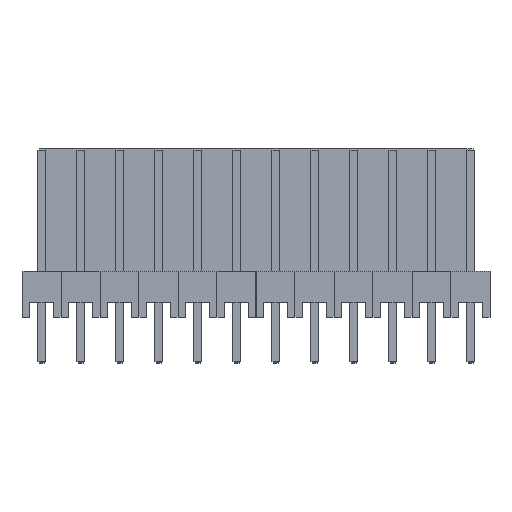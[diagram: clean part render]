
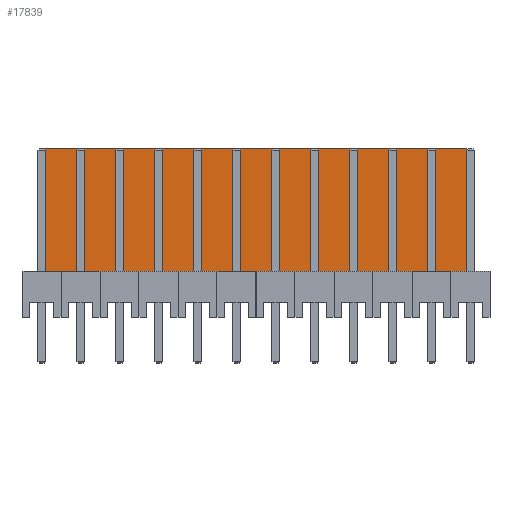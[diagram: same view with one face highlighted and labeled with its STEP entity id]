
A CAD part, front view. The second image highlights one B-rep face of the part: STEP entity #17839.
In plain terms, the highlighted face is planar.
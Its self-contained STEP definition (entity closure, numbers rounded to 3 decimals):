
#17489 = PLANE('',#17490);
#17490 = AXIS2_PLACEMENT_3D('',#17491,#17492,#17493);
#17491 = CARTESIAN_POINT('',(29.14,3.,0.));
#17492 = DIRECTION('',(-1.,0.,0.));
#17493 = DIRECTION('',(0.,1.,0.));
#17514 = VERTEX_POINT('',#17515);
#17515 = CARTESIAN_POINT('',(29.14,3.,1.));
#17529 = PLANE('',#17530);
#17530 = AXIS2_PLACEMENT_3D('',#17531,#17532,#17533);
#17531 = CARTESIAN_POINT('',(1.2,3.,0.));
#17532 = DIRECTION('',(0.,1.,0.));
#17533 = DIRECTION('',(1.,0.,0.));
#17541 = EDGE_CURVE('',#17514,#17542,#17544,.T.);
#17542 = VERTEX_POINT('',#17543);
#17543 = CARTESIAN_POINT('',(29.14,10.7,1.));
#17544 = SURFACE_CURVE('',#17545,(#17549,#17556),.PCURVE_S1.);
#17545 = LINE('',#17546,#17547);
#17546 = CARTESIAN_POINT('',(29.14,3.,1.));
#17547 = VECTOR('',#17548,1.);
#17548 = DIRECTION('',(0.,1.,0.));
#17549 = PCURVE('',#17489,#17550);
#17550 = DEFINITIONAL_REPRESENTATION('',(#17551),#17555);
#17551 = LINE('',#17552,#17553);
#17552 = CARTESIAN_POINT('',(0.,-1.));
#17553 = VECTOR('',#17554,1.);
#17554 = DIRECTION('',(1.,0.));
#17555 = ( GEOMETRIC_REPRESENTATION_CONTEXT(2) 
PARAMETRIC_REPRESENTATION_CONTEXT() REPRESENTATION_CONTEXT('2D SPACE',''
  ) );
#17556 = PCURVE('',#17557,#17562);
#17557 = PLANE('',#17558);
#17558 = AXIS2_PLACEMENT_3D('',#17559,#17560,#17561);
#17559 = CARTESIAN_POINT('',(29.14,3.,1.));
#17560 = DIRECTION('',(0.,0.,-1.));
#17561 = DIRECTION('',(0.,1.,0.));
#17562 = DEFINITIONAL_REPRESENTATION('',(#17563),#17567);
#17563 = LINE('',#17564,#17565);
#17564 = CARTESIAN_POINT('',(0.,0.));
#17565 = VECTOR('',#17566,1.);
#17566 = DIRECTION('',(1.,0.));
#17567 = ( GEOMETRIC_REPRESENTATION_CONTEXT(2) 
PARAMETRIC_REPRESENTATION_CONTEXT() REPRESENTATION_CONTEXT('2D SPACE',''
  ) );
#17583 = CYLINDRICAL_SURFACE('',#17584,0.3);
#17584 = AXIS2_PLACEMENT_3D('',#17585,#17586,#17587);
#17585 = CARTESIAN_POINT('',(28.84,10.7,0.));
#17586 = DIRECTION('',(0.,0.,1.));
#17587 = DIRECTION('',(1.,0.,-0.));
#17638 = PLANE('',#17639);
#17639 = AXIS2_PLACEMENT_3D('',#17640,#17641,#17642);
#17640 = CARTESIAN_POINT('',(1.2,11.,0.));
#17641 = DIRECTION('',(1.,0.,0.));
#17642 = DIRECTION('',(0.,-1.,0.));
#17671 = CYLINDRICAL_SURFACE('',#17672,0.3);
#17672 = AXIS2_PLACEMENT_3D('',#17673,#17674,#17675);
#17673 = CARTESIAN_POINT('',(1.5,10.7,0.));
#17674 = DIRECTION('',(0.,0.,1.));
#17675 = DIRECTION('',(-0.,1.,0.));
#17699 = PLANE('',#17700);
#17700 = AXIS2_PLACEMENT_3D('',#17701,#17702,#17703);
#17701 = CARTESIAN_POINT('',(29.14,11.,0.));
#17702 = DIRECTION('',(0.,-1.,0.));
#17703 = DIRECTION('',(-1.,0.,0.));
#17742 = VERTEX_POINT('',#17743);
#17743 = CARTESIAN_POINT('',(28.84,11.,1.));
#17764 = EDGE_CURVE('',#17542,#17742,#17765,.T.);
#17765 = SURFACE_CURVE('',#17766,(#17771,#17778),.PCURVE_S1.);
#17766 = CIRCLE('',#17767,0.3);
#17767 = AXIS2_PLACEMENT_3D('',#17768,#17769,#17770);
#17768 = CARTESIAN_POINT('',(28.84,10.7,1.));
#17769 = DIRECTION('',(0.,0.,1.));
#17770 = DIRECTION('',(0.,-1.,0.));
#17771 = PCURVE('',#17583,#17772);
#17772 = DEFINITIONAL_REPRESENTATION('',(#17773),#17777);
#17773 = LINE('',#17774,#17775);
#17774 = CARTESIAN_POINT('',(-1.571,1.));
#17775 = VECTOR('',#17776,1.);
#17776 = DIRECTION('',(1.,0.));
#17777 = ( GEOMETRIC_REPRESENTATION_CONTEXT(2) 
PARAMETRIC_REPRESENTATION_CONTEXT() REPRESENTATION_CONTEXT('2D SPACE',''
  ) );
#17778 = PCURVE('',#17557,#17779);
#17779 = DEFINITIONAL_REPRESENTATION('',(#17780),#17788);
#17780 = ( BOUNDED_CURVE() B_SPLINE_CURVE(2,(#17781,#17782,#17783,#17784
    ,#17785,#17786,#17787),.UNSPECIFIED.,.F.,.F.) 
B_SPLINE_CURVE_WITH_KNOTS((1,2,2,2,2,1),(-2.094,0.,
    2.094,4.189,6.283,8.378),
.UNSPECIFIED.) CURVE() GEOMETRIC_REPRESENTATION_ITEM() 
RATIONAL_B_SPLINE_CURVE((1.,0.5,1.,0.5,1.,0.5,1.)) REPRESENTATION_ITEM(
  '') );
#17781 = CARTESIAN_POINT('',(7.4,-0.3));
#17782 = CARTESIAN_POINT('',(7.4,0.22));
#17783 = CARTESIAN_POINT('',(7.85,-0.04));
#17784 = CARTESIAN_POINT('',(8.3,-0.3));
#17785 = CARTESIAN_POINT('',(7.85,-0.56));
#17786 = CARTESIAN_POINT('',(7.4,-0.82));
#17787 = CARTESIAN_POINT('',(7.4,-0.3));
#17788 = ( GEOMETRIC_REPRESENTATION_CONTEXT(2) 
PARAMETRIC_REPRESENTATION_CONTEXT() REPRESENTATION_CONTEXT('2D SPACE',''
  ) );
#17795 = VERTEX_POINT('',#17796);
#17796 = CARTESIAN_POINT('',(1.2,3.,1.));
#17817 = EDGE_CURVE('',#17795,#17514,#17818,.T.);
#17818 = SURFACE_CURVE('',#17819,(#17823,#17830),.PCURVE_S1.);
#17819 = LINE('',#17820,#17821);
#17820 = CARTESIAN_POINT('',(1.2,3.,1.));
#17821 = VECTOR('',#17822,1.);
#17822 = DIRECTION('',(1.,0.,0.));
#17823 = PCURVE('',#17529,#17824);
#17824 = DEFINITIONAL_REPRESENTATION('',(#17825),#17829);
#17825 = LINE('',#17826,#17827);
#17826 = CARTESIAN_POINT('',(0.,-1.));
#17827 = VECTOR('',#17828,1.);
#17828 = DIRECTION('',(1.,0.));
#17829 = ( GEOMETRIC_REPRESENTATION_CONTEXT(2) 
PARAMETRIC_REPRESENTATION_CONTEXT() REPRESENTATION_CONTEXT('2D SPACE',''
  ) );
#17830 = PCURVE('',#17557,#17831);
#17831 = DEFINITIONAL_REPRESENTATION('',(#17832),#17836);
#17832 = LINE('',#17833,#17834);
#17833 = CARTESIAN_POINT('',(0.,-27.94));
#17834 = VECTOR('',#17835,1.);
#17835 = DIRECTION('',(0.,1.));
#17836 = ( GEOMETRIC_REPRESENTATION_CONTEXT(2) 
PARAMETRIC_REPRESENTATION_CONTEXT() REPRESENTATION_CONTEXT('2D SPACE',''
  ) );
#17839 = ADVANCED_FACE('',(#17840),#17557,.F.);
#17840 = FACE_BOUND('',#17841,.F.);
#17841 = EDGE_LOOP('',(#17842,#17843,#17844,#17867,#17895,#17916));
#17842 = ORIENTED_EDGE('',*,*,#17541,.F.);
#17843 = ORIENTED_EDGE('',*,*,#17817,.F.);
#17844 = ORIENTED_EDGE('',*,*,#17845,.F.);
#17845 = EDGE_CURVE('',#17846,#17795,#17848,.T.);
#17846 = VERTEX_POINT('',#17847);
#17847 = CARTESIAN_POINT('',(1.2,10.7,1.));
#17848 = SURFACE_CURVE('',#17849,(#17853,#17860),.PCURVE_S1.);
#17849 = LINE('',#17850,#17851);
#17850 = CARTESIAN_POINT('',(1.2,11.,1.));
#17851 = VECTOR('',#17852,1.);
#17852 = DIRECTION('',(0.,-1.,0.));
#17853 = PCURVE('',#17557,#17854);
#17854 = DEFINITIONAL_REPRESENTATION('',(#17855),#17859);
#17855 = LINE('',#17856,#17857);
#17856 = CARTESIAN_POINT('',(8.,-27.94));
#17857 = VECTOR('',#17858,1.);
#17858 = DIRECTION('',(-1.,0.));
#17859 = ( GEOMETRIC_REPRESENTATION_CONTEXT(2) 
PARAMETRIC_REPRESENTATION_CONTEXT() REPRESENTATION_CONTEXT('2D SPACE',''
  ) );
#17860 = PCURVE('',#17638,#17861);
#17861 = DEFINITIONAL_REPRESENTATION('',(#17862),#17866);
#17862 = LINE('',#17863,#17864);
#17863 = CARTESIAN_POINT('',(0.,-1.));
#17864 = VECTOR('',#17865,1.);
#17865 = DIRECTION('',(1.,0.));
#17866 = ( GEOMETRIC_REPRESENTATION_CONTEXT(2) 
PARAMETRIC_REPRESENTATION_CONTEXT() REPRESENTATION_CONTEXT('2D SPACE',''
  ) );
#17867 = ORIENTED_EDGE('',*,*,#17868,.F.);
#17868 = EDGE_CURVE('',#17869,#17846,#17871,.T.);
#17869 = VERTEX_POINT('',#17870);
#17870 = CARTESIAN_POINT('',(1.5,11.,1.));
#17871 = SURFACE_CURVE('',#17872,(#17877,#17888),.PCURVE_S1.);
#17872 = CIRCLE('',#17873,0.3);
#17873 = AXIS2_PLACEMENT_3D('',#17874,#17875,#17876);
#17874 = CARTESIAN_POINT('',(1.5,10.7,1.));
#17875 = DIRECTION('',(0.,0.,1.));
#17876 = DIRECTION('',(0.,-1.,0.));
#17877 = PCURVE('',#17557,#17878);
#17878 = DEFINITIONAL_REPRESENTATION('',(#17879),#17887);
#17879 = ( BOUNDED_CURVE() B_SPLINE_CURVE(2,(#17880,#17881,#17882,#17883
    ,#17884,#17885,#17886),.UNSPECIFIED.,.F.,.F.) 
B_SPLINE_CURVE_WITH_KNOTS((1,2,2,2,2,1),(-2.094,0.,
    2.094,4.189,6.283,8.378),
.UNSPECIFIED.) CURVE() GEOMETRIC_REPRESENTATION_ITEM() 
RATIONAL_B_SPLINE_CURVE((1.,0.5,1.,0.5,1.,0.5,1.)) REPRESENTATION_ITEM(
  '') );
#17880 = CARTESIAN_POINT('',(7.4,-27.64));
#17881 = CARTESIAN_POINT('',(7.4,-27.12));
#17882 = CARTESIAN_POINT('',(7.85,-27.38));
#17883 = CARTESIAN_POINT('',(8.3,-27.64));
#17884 = CARTESIAN_POINT('',(7.85,-27.9));
#17885 = CARTESIAN_POINT('',(7.4,-28.16));
#17886 = CARTESIAN_POINT('',(7.4,-27.64));
#17887 = ( GEOMETRIC_REPRESENTATION_CONTEXT(2) 
PARAMETRIC_REPRESENTATION_CONTEXT() REPRESENTATION_CONTEXT('2D SPACE',''
  ) );
#17888 = PCURVE('',#17671,#17889);
#17889 = DEFINITIONAL_REPRESENTATION('',(#17890),#17894);
#17890 = LINE('',#17891,#17892);
#17891 = CARTESIAN_POINT('',(-3.142,1.));
#17892 = VECTOR('',#17893,1.);
#17893 = DIRECTION('',(1.,0.));
#17894 = ( GEOMETRIC_REPRESENTATION_CONTEXT(2) 
PARAMETRIC_REPRESENTATION_CONTEXT() REPRESENTATION_CONTEXT('2D SPACE',''
  ) );
#17895 = ORIENTED_EDGE('',*,*,#17896,.F.);
#17896 = EDGE_CURVE('',#17742,#17869,#17897,.T.);
#17897 = SURFACE_CURVE('',#17898,(#17902,#17909),.PCURVE_S1.);
#17898 = LINE('',#17899,#17900);
#17899 = CARTESIAN_POINT('',(29.14,11.,1.));
#17900 = VECTOR('',#17901,1.);
#17901 = DIRECTION('',(-1.,0.,0.));
#17902 = PCURVE('',#17557,#17903);
#17903 = DEFINITIONAL_REPRESENTATION('',(#17904),#17908);
#17904 = LINE('',#17905,#17906);
#17905 = CARTESIAN_POINT('',(8.,0.));
#17906 = VECTOR('',#17907,1.);
#17907 = DIRECTION('',(0.,-1.));
#17908 = ( GEOMETRIC_REPRESENTATION_CONTEXT(2) 
PARAMETRIC_REPRESENTATION_CONTEXT() REPRESENTATION_CONTEXT('2D SPACE',''
  ) );
#17909 = PCURVE('',#17699,#17910);
#17910 = DEFINITIONAL_REPRESENTATION('',(#17911),#17915);
#17911 = LINE('',#17912,#17913);
#17912 = CARTESIAN_POINT('',(0.,-1.));
#17913 = VECTOR('',#17914,1.);
#17914 = DIRECTION('',(1.,0.));
#17915 = ( GEOMETRIC_REPRESENTATION_CONTEXT(2) 
PARAMETRIC_REPRESENTATION_CONTEXT() REPRESENTATION_CONTEXT('2D SPACE',''
  ) );
#17916 = ORIENTED_EDGE('',*,*,#17764,.F.);
